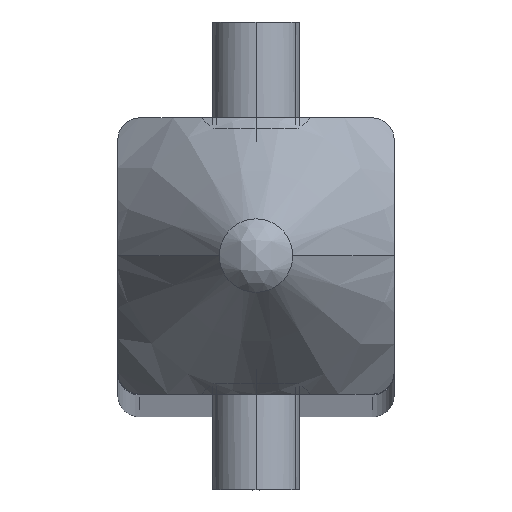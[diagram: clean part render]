
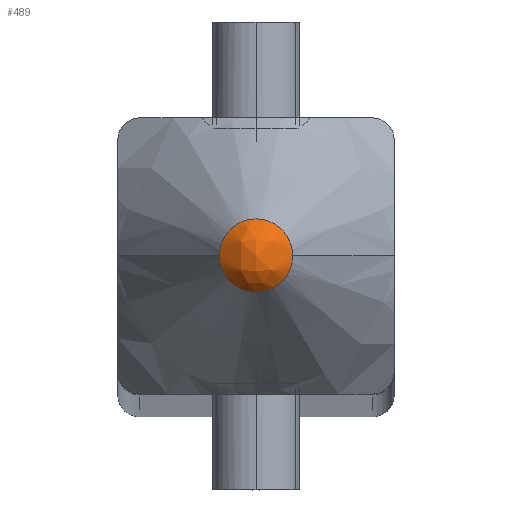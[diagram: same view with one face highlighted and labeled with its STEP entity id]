
A CAD part, top view. The second image highlights one B-rep face of the part: STEP entity #489.
In plain terms, the highlighted free-form (B-spline) face has degree [3, 3] with [4, 4] control points.
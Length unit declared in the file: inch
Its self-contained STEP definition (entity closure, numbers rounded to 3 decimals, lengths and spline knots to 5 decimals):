
#1 = CARTESIAN_POINT ( 'NONE',  ( 0.06697, -0.03525, 23.94298 ) ) ;
#50 = CIRCLE ( 'NONE', #1251, 0.06647 ) ;
#87 = CARTESIAN_POINT ( 'NONE',  ( -0.06697, 0.03525, 23.94298 ) ) ;
#96 = CARTESIAN_POINT ( 'NONE',  ( 0.06697, -0.0172, 23.97227 ) ) ;
#142 = VERTEX_POINT ( 'NONE', #757 ) ;
#201 = CARTESIAN_POINT ( 'NONE',  ( -0.03264, 0.08253, 23.9721 ) ) ;
#210 = CARTESIAN_POINT ( 'NONE',  ( 0.03264, 0.08253, 23.9721 ) ) ;
#306 = CARTESIAN_POINT ( 'NONE',  ( 0.06697, 0.0172, 23.97227 ) ) ;
#409 = CARTESIAN_POINT ( 'NONE',  ( -0.06647, 0., 23.96347 ) ) ;
#414 = ORIENTED_EDGE ( 'NONE', *, *, #871, .F. ) ;
#426 = CARTESIAN_POINT ( 'NONE',  ( 0., 0., 23.96347 ) ) ;
#489 = ADVANCED_FACE ( 'NONE', ( #765 ), #811, .T. ) ;
#535 = CARTESIAN_POINT ( 'NONE',  ( -0.03264, -0.04028, 24.04069 ) ) ;
#542 = DIRECTION ( 'NONE',  ( -1., 0., 0. ) ) ;
#569 = DIRECTION ( 'NONE',  ( 0., 0., -1. ) ) ;
#604 = AXIS2_PLACEMENT_3D ( 'NONE', #426, #1308, #542 ) ;
#650 = CARTESIAN_POINT ( 'NONE',  ( 0.03264, -0.08253, 23.9721 ) ) ;
#746 = CARTESIAN_POINT ( 'NONE',  ( 0.03264, 0.04028, 24.04069 ) ) ;
#757 = CARTESIAN_POINT ( 'NONE',  ( 0.06647, 0., 23.96347 ) ) ;
#765 = FACE_OUTER_BOUND ( 'NONE', #1129, .T. ) ;
#772 = CARTESIAN_POINT ( 'NONE',  ( -0.03264, -0.08253, 23.9721 ) ) ;
#776 = ORIENTED_EDGE ( 'NONE', *, *, #998, .F. ) ;
#811 =( BOUNDED_SURFACE ( )  B_SPLINE_SURFACE ( 3, 3, ( 
 ( #1212, #306, #96, #1 ),
 ( #210, #746, #1333, #650 ),
 ( #201, #970, #535, #772 ),
 ( #87, #985, #870, #1227 ) ),
 .UNSPECIFIED., .F., .F., .T. ) 
 B_SPLINE_SURFACE_WITH_KNOTS ( ( 4, 4 ),
 ( 4, 4 ),
 ( 0., 1. ),
 ( 0., 1. ),
 .UNSPECIFIED. ) 
 GEOMETRIC_REPRESENTATION_ITEM ( )  RATIONAL_B_SPLINE_SURFACE ( (
 ( 1., 0.683, 0.683, 1.),
 ( 0.684, 0.467, 0.467, 0.684),
 ( 0.684, 0.467, 0.467, 0.684),
 ( 1., 0.683, 0.683, 1.) ) ) 
 REPRESENTATION_ITEM ( '' )  SURFACE ( )  );
#870 = CARTESIAN_POINT ( 'NONE',  ( -0.06697, -0.0172, 23.97227 ) ) ;
#871 = EDGE_CURVE ( 'NONE', #142, #937, #1244, .T. ) ;
#903 = CARTESIAN_POINT ( 'NONE',  ( 0., 0., 23.96347 ) ) ;
#937 = VERTEX_POINT ( 'NONE', #409 ) ;
#970 = CARTESIAN_POINT ( 'NONE',  ( -0.03264, 0.04028, 24.04069 ) ) ;
#985 = CARTESIAN_POINT ( 'NONE',  ( -0.06697, 0.0172, 23.97227 ) ) ;
#998 = EDGE_CURVE ( 'NONE', #937, #142, #50, .T. ) ;
#1129 = EDGE_LOOP ( 'NONE', ( #776, #414 ) ) ;
#1212 = CARTESIAN_POINT ( 'NONE',  ( 0.06697, 0.03525, 23.94298 ) ) ;
#1227 = CARTESIAN_POINT ( 'NONE',  ( -0.06697, -0.03525, 23.94298 ) ) ;
#1244 = CIRCLE ( 'NONE', #604, 0.06647 ) ;
#1251 = AXIS2_PLACEMENT_3D ( 'NONE', #903, #569, #1355 ) ;
#1308 = DIRECTION ( 'NONE',  ( 0., 0., -1. ) ) ;
#1333 = CARTESIAN_POINT ( 'NONE',  ( 0.03264, -0.04028, 24.04069 ) ) ;
#1355 = DIRECTION ( 'NONE',  ( -1., 0., 0. ) ) ;
